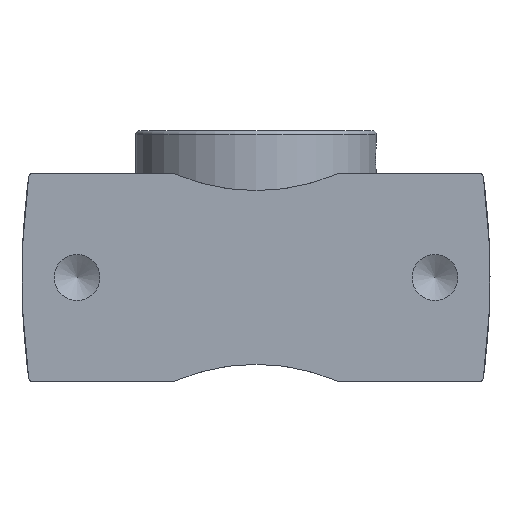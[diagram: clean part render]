
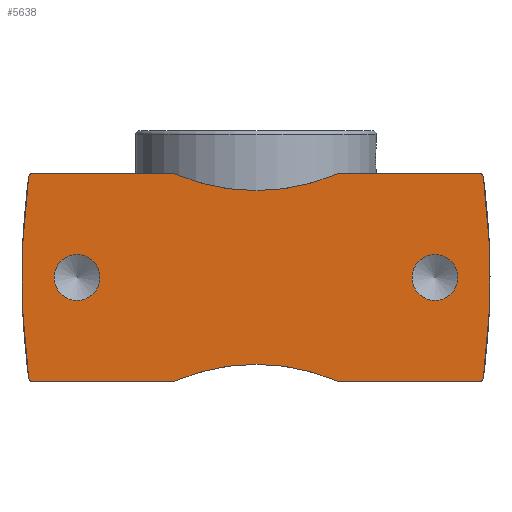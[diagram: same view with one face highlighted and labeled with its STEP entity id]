
A CAD part, front view. The second image highlights one B-rep face of the part: STEP entity #5638.
In plain terms, the highlighted face is planar.
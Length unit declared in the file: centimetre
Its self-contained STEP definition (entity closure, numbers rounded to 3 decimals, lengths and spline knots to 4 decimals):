
#99=CARTESIAN_POINT('',(-0.5296,-4.13,0.));
#100=VERTEX_POINT('',#99);
#110=CARTESIAN_POINT('',(0.5296,-4.13,0.));
#111=VERTEX_POINT('',#110);
#112=CARTESIAN_POINT('',(0.,-4.13,0.));
#113=DIRECTION('',(0.,0.,1.));
#114=DIRECTION('',(1.,0.,-0.));
#115=AXIS2_PLACEMENT_3D('',#112,#113,#114);
#116=CIRCLE('',#115,0.5296);
#117=EDGE_CURVE('',#111,#100,#116,.T.);
#119=CARTESIAN_POINT('',(0.,-4.13,0.));
#120=DIRECTION('',(0.,0.,1.));
#121=DIRECTION('',(1.,0.,-0.));
#122=AXIS2_PLACEMENT_3D('',#119,#120,#121);
#123=CIRCLE('',#122,0.5296);
#124=EDGE_CURVE('',#100,#111,#123,.T.);
#169=CARTESIAN_POINT('',(-0.5296,4.13,0.));
#170=VERTEX_POINT('',#169);
#180=CARTESIAN_POINT('',(0.5296,4.13,0.));
#181=VERTEX_POINT('',#180);
#182=CARTESIAN_POINT('',(0.,4.13,0.));
#183=DIRECTION('',(0.,0.,1.));
#184=DIRECTION('',(1.,0.,-0.));
#185=AXIS2_PLACEMENT_3D('',#182,#183,#184);
#186=CIRCLE('',#185,0.5296);
#187=EDGE_CURVE('',#181,#170,#186,.T.);
#189=CARTESIAN_POINT('',(0.,4.13,0.));
#190=DIRECTION('',(0.,0.,1.));
#191=DIRECTION('',(1.,0.,-0.));
#192=AXIS2_PLACEMENT_3D('',#189,#190,#191);
#193=CIRCLE('',#192,0.5296);
#194=EDGE_CURVE('',#170,#181,#193,.T.);
#2795=CARTESIAN_POINT('',(-2.3229,-5.2455,0.));
#2796=VERTEX_POINT('',#2795);
#2803=CARTESIAN_POINT('',(2.3229,-5.2455,0.));
#2804=VERTEX_POINT('',#2803);
#2805=CARTESIAN_POINT('',(-0.,12.144,0.));
#2806=DIRECTION('',(0.,0.,-1.));
#2807=DIRECTION('',(1.,0.,0.));
#2808=AXIS2_PLACEMENT_3D('',#2805,#2806,#2807);
#2809=CIRCLE('',#2808,17.544);
#2810=EDGE_CURVE('',#2804,#2796,#2809,.T.);
#3272=CARTESIAN_POINT('',(2.3229,5.2455,0.));
#3273=VERTEX_POINT('',#3272);
#3280=CARTESIAN_POINT('',(-2.3229,5.2455,0.));
#3281=VERTEX_POINT('',#3280);
#3282=CARTESIAN_POINT('',(0.,-12.144,0.));
#3283=DIRECTION('',(0.,0.,-1.));
#3284=DIRECTION('',(-1.,0.,0.));
#3285=AXIS2_PLACEMENT_3D('',#3282,#3283,#3284);
#3286=CIRCLE('',#3285,17.544);
#3287=EDGE_CURVE('',#3281,#3273,#3286,.T.);
#3340=CARTESIAN_POINT('',(2.4,5.1574,0.));
#3341=VERTEX_POINT('',#3340);
#3348=CARTESIAN_POINT('',(2.3111,5.1574,0.));
#3349=DIRECTION('',(0.,-0.,1.));
#3350=DIRECTION('',(0.752,0.659,0.));
#3351=AXIS2_PLACEMENT_3D('',#3348,#3349,#3350);
#3352=CIRCLE('',#3351,0.0889);
#3353=EDGE_CURVE('',#3341,#3273,#3352,.T.);
#3365=CARTESIAN_POINT('',(2.4,1.9,0.));
#3366=VERTEX_POINT('',#3365);
#3373=CARTESIAN_POINT('',(2.4,12350.2351,0.));
#3374=DIRECTION('',(0.,-1.,0.));
#3375=VECTOR('',#3374,24690.);
#3376=LINE('',#3373,#3375);
#3377=EDGE_CURVE('',#3341,#3366,#3376,.T.);
#3390=CARTESIAN_POINT('',(2.0046,0.,0.));
#3391=VERTEX_POINT('',#3390);
#3458=CARTESIAN_POINT('',(2.4,-1.9,0.));
#3459=VERTEX_POINT('',#3458);
#3466=CARTESIAN_POINT('',(6.7671,0.,0.));
#3467=DIRECTION('',(0.,0.,1.));
#3468=DIRECTION('',(1.,0.,-0.));
#3469=AXIS2_PLACEMENT_3D('',#3466,#3467,#3468);
#3470=CIRCLE('',#3469,4.7625);
#3471=EDGE_CURVE('',#3391,#3459,#3470,.T.);
#3898=CARTESIAN_POINT('',(-2.0046,-0.,0.));
#3899=VERTEX_POINT('',#3898);
#3936=CARTESIAN_POINT('',(-2.4,1.9,0.));
#3937=VERTEX_POINT('',#3936);
#3944=CARTESIAN_POINT('',(-6.7671,0.,0.));
#3945=DIRECTION('',(0.,0.,1.));
#3946=DIRECTION('',(-1.,0.,0.));
#3947=AXIS2_PLACEMENT_3D('',#3944,#3945,#3946);
#3948=CIRCLE('',#3947,4.7625);
#3949=EDGE_CURVE('',#3899,#3937,#3948,.T.);
#3960=CARTESIAN_POINT('',(-2.4,5.1574,0.));
#3961=VERTEX_POINT('',#3960);
#3968=CARTESIAN_POINT('',(-2.4,12350.2351,0.));
#3969=DIRECTION('',(0.,-1.,0.));
#3970=VECTOR('',#3969,24690.);
#3971=LINE('',#3968,#3970);
#3972=EDGE_CURVE('',#3961,#3937,#3971,.T.);
#3985=CARTESIAN_POINT('',(-2.3111,5.1574,0.));
#3986=DIRECTION('',(0.,0.,1.));
#3987=DIRECTION('',(-0.752,0.659,0.));
#3988=AXIS2_PLACEMENT_3D('',#3985,#3986,#3987);
#3989=CIRCLE('',#3988,0.0889);
#3990=EDGE_CURVE('',#3281,#3961,#3989,.T.);
#5103=CARTESIAN_POINT('',(2.4,-5.1574,0.));
#5104=VERTEX_POINT('',#5103);
#5111=CARTESIAN_POINT('',(2.4,12350.2351,0.));
#5112=DIRECTION('',(0.,-1.,0.));
#5113=VECTOR('',#5112,24690.);
#5114=LINE('',#5111,#5113);
#5115=EDGE_CURVE('',#3459,#5104,#5114,.T.);
#5128=CARTESIAN_POINT('',(2.3111,-5.1574,0.));
#5129=DIRECTION('',(0.,0.,1.));
#5130=DIRECTION('',(0.752,-0.659,0.));
#5131=AXIS2_PLACEMENT_3D('',#5128,#5129,#5130);
#5132=CIRCLE('',#5131,0.0889);
#5133=EDGE_CURVE('',#2804,#5104,#5132,.T.);
#5501=CARTESIAN_POINT('',(-2.4,-5.1574,0.));
#5502=VERTEX_POINT('',#5501);
#5509=CARTESIAN_POINT('',(-2.3111,-5.1574,0.));
#5510=DIRECTION('',(0.,0.,1.));
#5511=DIRECTION('',(-0.752,-0.659,0.));
#5512=AXIS2_PLACEMENT_3D('',#5509,#5510,#5511);
#5513=CIRCLE('',#5512,0.0889);
#5514=EDGE_CURVE('',#5502,#2796,#5513,.T.);
#5526=CARTESIAN_POINT('',(-2.4,-1.9,0.));
#5527=VERTEX_POINT('',#5526);
#5534=CARTESIAN_POINT('',(-2.4,12350.2351,0.));
#5535=DIRECTION('',(0.,-1.,0.));
#5536=VECTOR('',#5535,24690.);
#5537=LINE('',#5534,#5536);
#5538=EDGE_CURVE('',#5527,#5502,#5537,.T.);
#5597=CARTESIAN_POINT('',(1.1874,2.6644,0.));
#5598=DIRECTION('',(0.,0.,1.));
#5599=DIRECTION('',(1.,0.,0.));
#5600=AXIS2_PLACEMENT_3D('',#5597,#5598,#5599);
#5601=PLANE('',#5600);
#5602=ORIENTED_EDGE('',*,*,#117,.T.);
#5603=ORIENTED_EDGE('',*,*,#124,.T.);
#5604=EDGE_LOOP('',(#5602,#5603));
#5605=FACE_BOUND('',#5604,.T.);
#5606=ORIENTED_EDGE('',*,*,#187,.T.);
#5607=ORIENTED_EDGE('',*,*,#194,.T.);
#5608=EDGE_LOOP('',(#5606,#5607));
#5609=FACE_BOUND('',#5608,.T.);
#5610=ORIENTED_EDGE('',*,*,#3353,.F.);
#5611=ORIENTED_EDGE('',*,*,#3377,.T.);
#5612=CARTESIAN_POINT('',(6.7671,0.,0.));
#5613=DIRECTION('',(0.,0.,1.));
#5614=DIRECTION('',(1.,0.,-0.));
#5615=AXIS2_PLACEMENT_3D('',#5612,#5613,#5614);
#5616=CIRCLE('',#5615,4.7625);
#5617=EDGE_CURVE('',#3366,#3391,#5616,.T.);
#5618=ORIENTED_EDGE('',*,*,#5617,.T.);
#5619=ORIENTED_EDGE('',*,*,#3471,.T.);
#5620=ORIENTED_EDGE('',*,*,#5115,.T.);
#5621=ORIENTED_EDGE('',*,*,#5133,.F.);
#5622=ORIENTED_EDGE('',*,*,#2810,.T.);
#5623=ORIENTED_EDGE('',*,*,#5514,.F.);
#5624=ORIENTED_EDGE('',*,*,#5538,.F.);
#5625=CARTESIAN_POINT('',(-6.7671,0.,0.));
#5626=DIRECTION('',(0.,0.,1.));
#5627=DIRECTION('',(-1.,0.,0.));
#5628=AXIS2_PLACEMENT_3D('',#5625,#5626,#5627);
#5629=CIRCLE('',#5628,4.7625);
#5630=EDGE_CURVE('',#5527,#3899,#5629,.T.);
#5631=ORIENTED_EDGE('',*,*,#5630,.T.);
#5632=ORIENTED_EDGE('',*,*,#3949,.T.);
#5633=ORIENTED_EDGE('',*,*,#3972,.F.);
#5634=ORIENTED_EDGE('',*,*,#3990,.F.);
#5635=ORIENTED_EDGE('',*,*,#3287,.T.);
#5636=EDGE_LOOP('',(#5610,#5611,#5618,#5619,#5620,#5621,#5622,#5623,#5624,#5631,#5632,#5633,#5634,#5635));
#5637=FACE_BOUND('',#5636,.T.);
#5638=ADVANCED_FACE('',(#5605,#5609,#5637),#5601,.F.);
